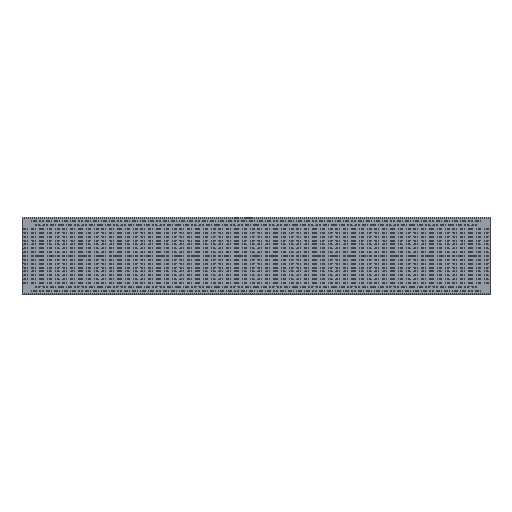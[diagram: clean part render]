
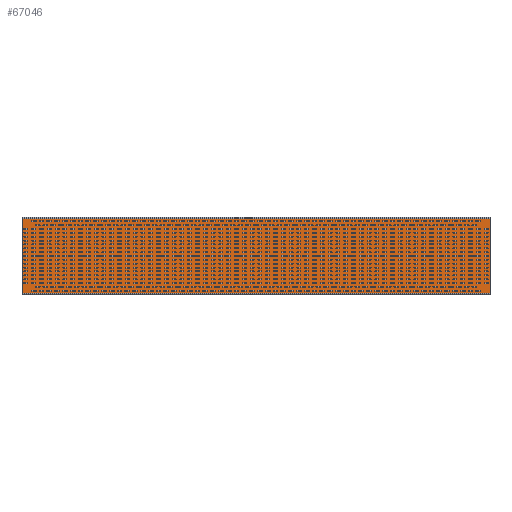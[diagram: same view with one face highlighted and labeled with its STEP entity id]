
A CAD part, top view. The second image highlights one B-rep face of the part: STEP entity #67046.
In plain terms, the highlighted planar face has unit normal (0, 0, 1).
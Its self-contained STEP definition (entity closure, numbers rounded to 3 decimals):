
#8411=PLANE('',#69890);
#11230=FACE_OUTER_BOUND('',#14066,.T.);
#14066=EDGE_LOOP('',(#55804,#55805,#55806,#55807));
#22485=LINE('',#100709,#28033);
#22486=LINE('',#100711,#28034);
#22487=LINE('',#100713,#28035);
#22488=LINE('',#100714,#28036);
#28033=VECTOR('',#78327,1.);
#28034=VECTOR('',#78328,1.);
#28035=VECTOR('',#78329,1.);
#28036=VECTOR('',#78330,1.);
#33586=VERTEX_POINT('',#100707);
#33587=VERTEX_POINT('',#100708);
#33588=VERTEX_POINT('',#100710);
#33589=VERTEX_POINT('',#100712);
#44677=EDGE_CURVE('',#33586,#33587,#22485,.F.);
#44678=EDGE_CURVE('',#33588,#33586,#22486,.T.);
#44679=EDGE_CURVE('',#33588,#33589,#22487,.T.);
#44680=EDGE_CURVE('',#33589,#33587,#22488,.T.);
#55804=ORIENTED_EDGE('',*,*,#44677,.F.);
#55805=ORIENTED_EDGE('',*,*,#44678,.F.);
#55806=ORIENTED_EDGE('',*,*,#44679,.T.);
#55807=ORIENTED_EDGE('',*,*,#44680,.T.);
#67046=ADVANCED_FACE('',(#11230),#8411,.T.);
#69890=AXIS2_PLACEMENT_3D('',#100706,#78325,#78326);
#78325=DIRECTION('center_axis',(0.,0.,1.));
#78326=DIRECTION('ref_axis',(1.,0.,0.));
#78327=DIRECTION('',(-1.,0.,0.));
#78328=DIRECTION('',(0.,1.,0.));
#78329=DIRECTION('',(1.,0.,0.));
#78330=DIRECTION('',(0.,1.,0.));
#100706=CARTESIAN_POINT('Origin',(320.403,330.21,-48.));
#100707=CARTESIAN_POINT('',(282.403,576.21,-48.));
#100708=CARTESIAN_POINT('',(3312.403,576.21,-48.));
#100709=CARTESIAN_POINT('',(1797.403,576.21,-48.));
#100710=CARTESIAN_POINT('',(282.403,84.21,-48.));
#100711=CARTESIAN_POINT('',(282.403,330.21,-48.));
#100712=CARTESIAN_POINT('',(3312.403,84.21,-48.));
#100713=CARTESIAN_POINT('',(1797.403,84.21,-48.));
#100714=CARTESIAN_POINT('',(3312.403,330.21,-48.));
